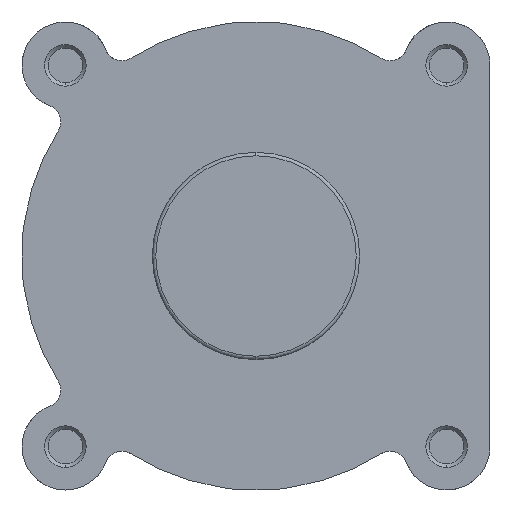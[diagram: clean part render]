
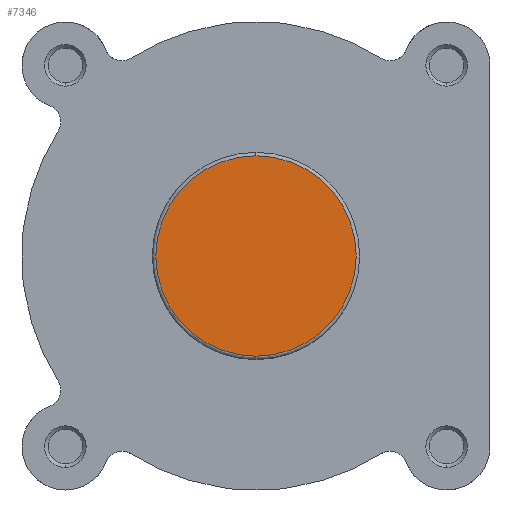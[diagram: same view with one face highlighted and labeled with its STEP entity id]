
A CAD part, left-side view. The second image highlights one B-rep face of the part: STEP entity #7346.
In plain terms, the highlighted planar face has unit normal (-1, 0, 0).
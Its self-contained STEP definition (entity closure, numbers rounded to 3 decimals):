
#140 = CIRCLE ( 'NONE', #4429, 28.9 ) ;
#299 = CIRCLE ( 'NONE', #4492, 28.9 ) ;
#1101 = CARTESIAN_POINT ( 'NONE',  ( 0., 0., 28.9 ) ) ;
#1186 = CARTESIAN_POINT ( 'NONE',  ( 0., 0., -28.9 ) ) ;
#2217 = PLANE ( 'NONE',  #4816 ) ;
#2220 = CARTESIAN_POINT ( 'NONE',  ( 0., 29.9, 0. ) ) ;
#2226 = DIRECTION ( 'NONE',  ( 1., 0., 0. ) ) ;
#2227 = DIRECTION ( 'NONE',  ( 0., 0., -1. ) ) ;
#2497 = EDGE_CURVE ( 'NONE', #2949, #3042, #140, .T. ) ;
#2609 = EDGE_CURVE ( 'NONE', #3042, #2949, #299, .T. ) ;
#2949 = VERTEX_POINT ( 'NONE', #1101 ) ;
#3042 = VERTEX_POINT ( 'NONE', #1186 ) ;
#3563 = CARTESIAN_POINT ( 'NONE',  ( 0., 0., 0. ) ) ;
#3564 = DIRECTION ( 'NONE',  ( -1., 0., 0. ) ) ;
#3565 = DIRECTION ( 'NONE',  ( 0., 0., -1. ) ) ;
#3842 = CARTESIAN_POINT ( 'NONE',  ( 0., 0., 0. ) ) ;
#3849 = DIRECTION ( 'NONE',  ( -1., 0., 0. ) ) ;
#3850 = DIRECTION ( 'NONE',  ( 0., 0., -1. ) ) ;
#4429 = AXIS2_PLACEMENT_3D ( 'NONE', #3563, #3564, #3565 ) ;
#4492 = AXIS2_PLACEMENT_3D ( 'NONE', #3842, #3849, #3850 ) ;
#4816 = AXIS2_PLACEMENT_3D ( 'NONE', #2220, #2226, #2227 ) ;
#5266 = EDGE_LOOP ( 'NONE', ( #5443, #5442 ) ) ;
#5442 = ORIENTED_EDGE ( 'NONE', *, *, #2497, .T. ) ;
#5443 = ORIENTED_EDGE ( 'NONE', *, *, #2609, .T. ) ;
#6475 = FACE_OUTER_BOUND ( 'NONE', #5266, .T. ) ;
#7346 = ADVANCED_FACE ( 'NONE', ( #6475 ), #2217, .F. ) ;
